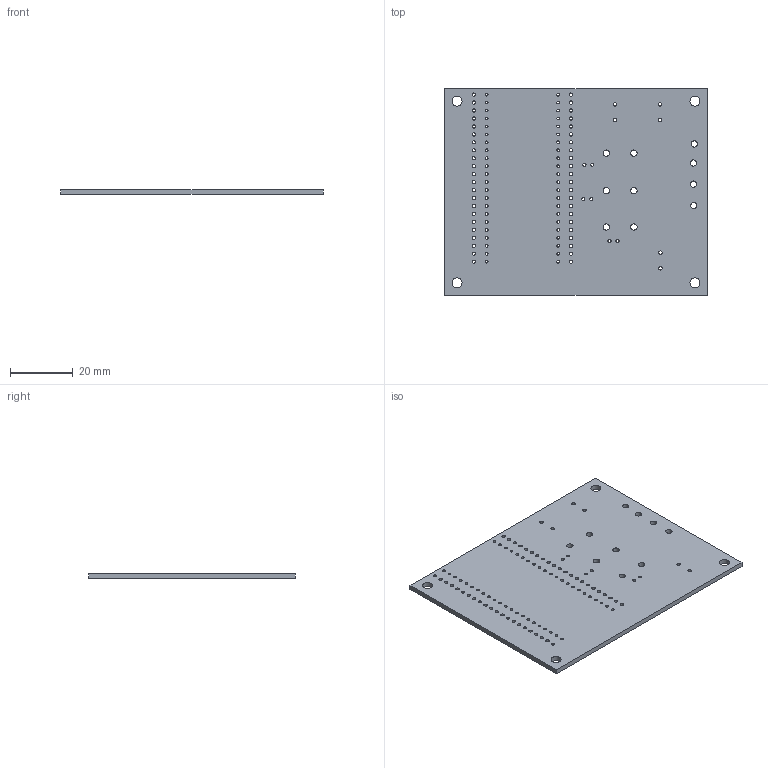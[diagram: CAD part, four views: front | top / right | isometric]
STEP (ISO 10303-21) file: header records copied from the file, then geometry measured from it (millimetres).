
FILE_DESCRIPTION(('Designed by EasyEDA Pro'),'2;1');
FILE_NAME('Open CASCADE Shape Model','2024-08-03T12:01:37',('Author'),( 'Open CASCADE'),'Open CASCADE STEP processor 7.8','Open CASCADE 7.8' ,'Unknown');
FILE_SCHEMA(('AUTOMOTIVE_DESIGN { 1 0 10303 214 1 1 1 1 }'));
Length unit declared in the file: millimetre
Products named in the file (2): PCBModel; Board
Assembly tree (1 placements, depth 2):
  PCBModel
    Board
Bounding box: 83.97 x 65.97 x 1.59 mm (x, y, z)
Volume: 8566.5 mm3; surface area: 11928.6 mm2
Topology: 1 solids, 1 shells, 120 faces, 354 edges, 236 vertices
Faces by surface type: cylinder 114, plane 6
Full cylindrical faces by diameter (mm): 0.889 x44, 1 x6, 1.05 x44, 1.1 x6, 2 x10, 3.2 x4
Entity records: 5468 total; most frequent: DIRECTION 826, CARTESIAN_POINT 712, ORIENTED_EDGE 708, EDGE_CURVE 354, AXIS2_PLACEMENT_3D 350, FACE_BOUND 348, EDGE_LOOP 348, VERTEX_POINT 236
